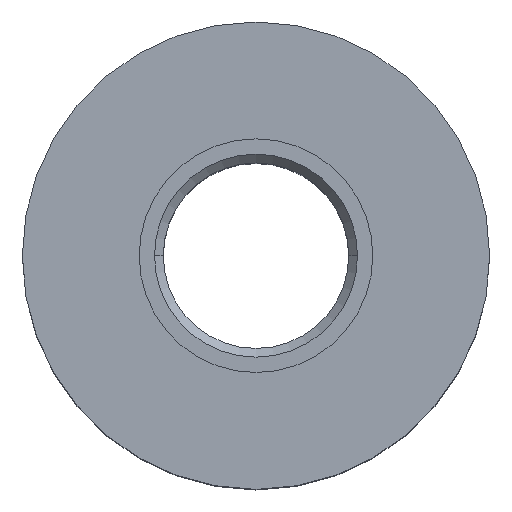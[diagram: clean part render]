
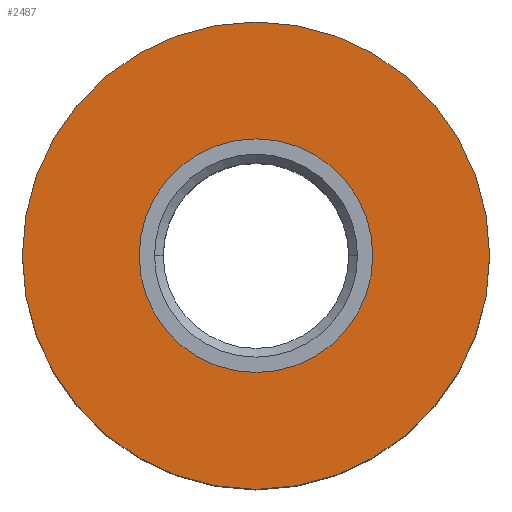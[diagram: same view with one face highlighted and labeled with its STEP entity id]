
A CAD part, top view. The second image highlights one B-rep face of the part: STEP entity #2487.
In plain terms, the highlighted planar face has unit normal (0, 0, 1).
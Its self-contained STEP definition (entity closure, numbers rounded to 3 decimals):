
#78 = VERTEX_POINT ( 'NONE', #1319 ) ;
#79 = VERTEX_POINT ( 'NONE', #1315 ) ;
#86 = VERTEX_POINT ( 'NONE', #1298 ) ;
#88 = VERTEX_POINT ( 'NONE', #1293 ) ;
#1293 = CARTESIAN_POINT ( 'NONE',  ( -8., 0., 6.25 ) ) ;
#1298 = CARTESIAN_POINT ( 'NONE',  ( 8., 0., 6.25 ) ) ;
#1315 = CARTESIAN_POINT ( 'NONE',  ( -4., 0., 6.25 ) ) ;
#1319 = CARTESIAN_POINT ( 'NONE',  ( 4., 0., 6.25 ) ) ;
#1761 = DIRECTION ( 'NONE',  ( 0., 0., -1. ) ) ;
#1762 = CARTESIAN_POINT ( 'NONE',  ( 0., 8., 6.25 ) ) ;
#1764 = PLANE ( 'NONE',  #3465 ) ;
#1766 = DIRECTION ( 'NONE',  ( -1., 0., 0. ) ) ;
#2100 = EDGE_CURVE ( 'NONE', #88, #86, #4011, .T. ) ;
#2101 = EDGE_CURVE ( 'NONE', #79, #78, #4012, .T. ) ;
#2133 = EDGE_CURVE ( 'NONE', #86, #88, #4065, .T. ) ;
#2134 = EDGE_CURVE ( 'NONE', #78, #79, #4067, .T. ) ;
#2318 = EDGE_LOOP ( 'NONE', ( #2558, #2557 ) ) ;
#2331 = EDGE_LOOP ( 'NONE', ( #2560, #2559 ) ) ;
#2487 = ADVANCED_FACE ( 'NONE', ( #4369, #4371 ), #1764, .F. ) ;
#2557 = ORIENTED_EDGE ( 'NONE', *, *, #2100, .T. ) ;
#2558 = ORIENTED_EDGE ( 'NONE', *, *, #2133, .T. ) ;
#2559 = ORIENTED_EDGE ( 'NONE', *, *, #2101, .F. ) ;
#2560 = ORIENTED_EDGE ( 'NONE', *, *, #2134, .F. ) ;
#3015 = CARTESIAN_POINT ( 'NONE',  ( 0., 0., 6.25 ) ) ;
#3016 = DIRECTION ( 'NONE',  ( 0., 0., 1. ) ) ;
#3017 = DIRECTION ( 'NONE',  ( 1., 0., 0. ) ) ;
#3019 = CARTESIAN_POINT ( 'NONE',  ( 0., 0., 6.25 ) ) ;
#3020 = DIRECTION ( 'NONE',  ( 0., 0., 1. ) ) ;
#3021 = DIRECTION ( 'NONE',  ( 1., 0., 0. ) ) ;
#3094 = CARTESIAN_POINT ( 'NONE',  ( 0., 0., 6.25 ) ) ;
#3095 = DIRECTION ( 'NONE',  ( 0., 0., 1. ) ) ;
#3096 = DIRECTION ( 'NONE',  ( 1., 0., 0. ) ) ;
#3098 = CARTESIAN_POINT ( 'NONE',  ( 0., 0., 6.25 ) ) ;
#3099 = DIRECTION ( 'NONE',  ( 0., 0., 1. ) ) ;
#3100 = DIRECTION ( 'NONE',  ( 1., 0., 0. ) ) ;
#3303 = AXIS2_PLACEMENT_3D ( 'NONE', #3094, #3095, #3096 ) ;
#3304 = AXIS2_PLACEMENT_3D ( 'NONE', #3098, #3099, #3100 ) ;
#3465 = AXIS2_PLACEMENT_3D ( 'NONE', #1762, #1761, #1766 ) ;
#4011 = CIRCLE ( 'NONE', #5030, 8. ) ;
#4012 = CIRCLE ( 'NONE', #5031, 4. ) ;
#4065 = CIRCLE ( 'NONE', #3303, 8. ) ;
#4067 = CIRCLE ( 'NONE', #3304, 4. ) ;
#4369 = FACE_BOUND ( 'NONE', #2331, .T. ) ;
#4371 = FACE_OUTER_BOUND ( 'NONE', #2318, .T. ) ;
#5030 = AXIS2_PLACEMENT_3D ( 'NONE', #3015, #3016, #3017 ) ;
#5031 = AXIS2_PLACEMENT_3D ( 'NONE', #3019, #3020, #3021 ) ;
